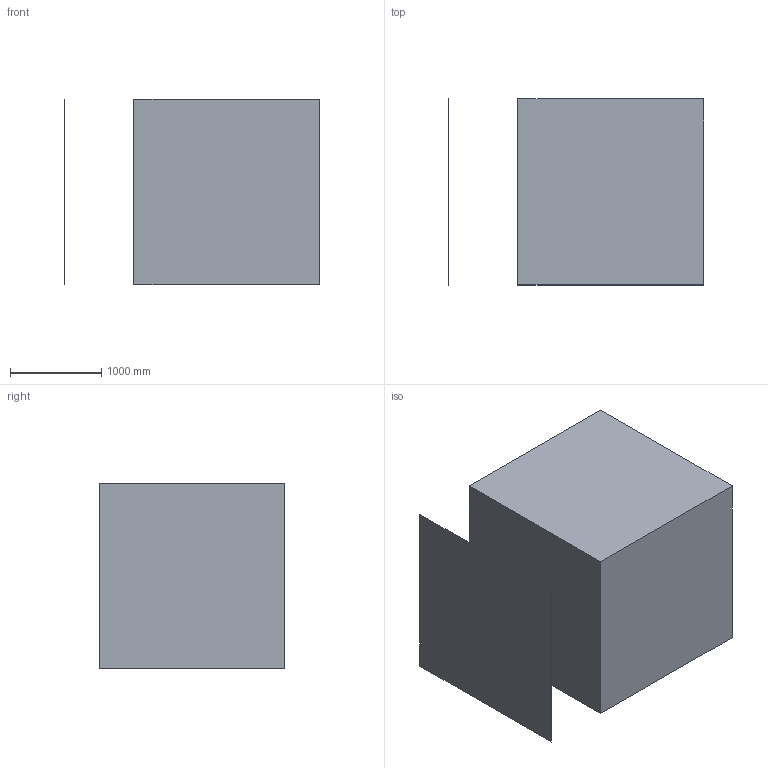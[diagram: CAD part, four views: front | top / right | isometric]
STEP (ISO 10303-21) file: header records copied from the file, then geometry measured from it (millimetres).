
FILE_DESCRIPTION((''),'2;1');
FILE_NAME('C1','2001-02-09T14:43:53',('tau'),(''),'PRO/ENGINEER BY PARAMETRIC TECHNOLOGY CORPORATION, 2001020','PRO/ENGINEER BY PARAMETRIC TECHNOLOGY CORPORATION, 2001020','');
FILE_SCHEMA(('AUTOMOTIVE_DESIGN { 1 2 10303 214 0 1 1 1 }'));
Length unit declared in the file: inch
Products named in the file (3): product_0; C1
Bounding box: 2794 x 2032 x 2032 mm (x, y, z)
Surface area: 78451456 mm2
Topology: 1 solids, 2 shells, 7 faces, 22 edges, 21 vertices
Faces by surface type: plane 7
Entity records: 554 total; most frequent: DIRECTION 61, CARTESIAN_POINT 55, PRESENTATION_STYLE_ASSIGNMENT 30, ORIENTED_EDGE 28, VECTOR 23, LINE 23, CURVE_STYLE 22, STYLED_ITEM 22
